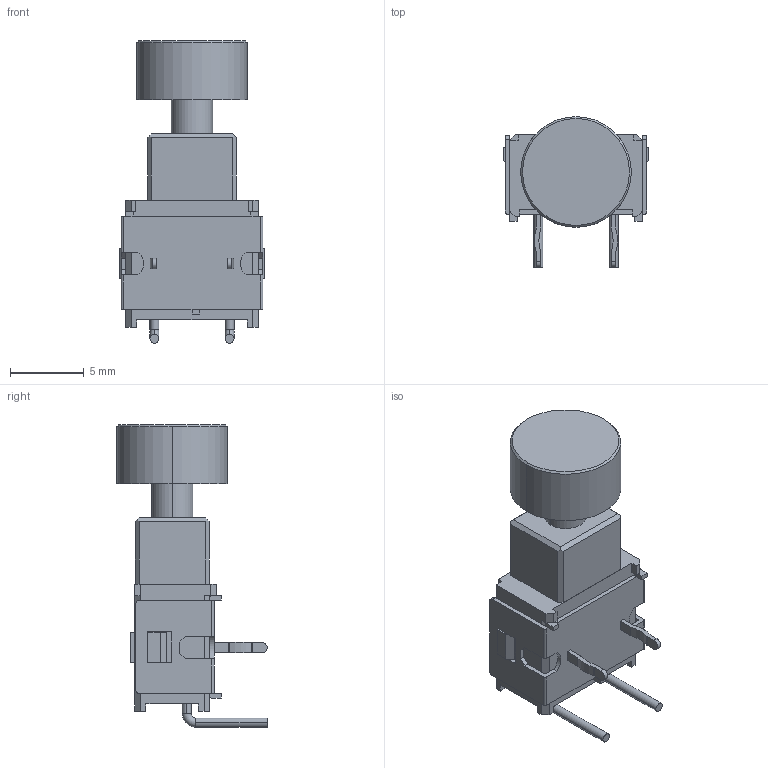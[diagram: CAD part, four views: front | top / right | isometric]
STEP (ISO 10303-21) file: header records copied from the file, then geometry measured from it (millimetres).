
FILE_DESCRIPTION (( 'STEP AP214' ), '1' );
FILE_NAME ('NKK AB11AH-HA.STEP', '2016-07-17T02:52:22', ( '' ), ( '' ), 'SwSTEP 2.0', 'SolidWorks 2015', '' );
FILE_SCHEMA (( 'AUTOMOTIVE_DESIGN' ));
Length unit declared in the file: millimetre
Products named in the file (7): AB11H-terminals; AB1H-bracket_ra; AB11AH-HA; AB11A-plungers; AB11H-body; AB1AP-HA-caps; NKK AB11AH-HA
Assembly tree (6 placements, depth 3):
  NKK AB11AH-HA
    AB11AH-HA
      AB11H-body
      AB11A-plungers
      AB1AP-HA-caps
      AB1H-bracket_ra
      AB11H-terminals
Bounding box: 9.8 x 10.17 x 20.47 mm (x, y, z)
Volume: 729.2 mm3; surface area: 1010.1 mm2
Topology: 5 solids, 5 shells, 201 faces, 544 edges, 358 vertices
Faces by surface type: plane 145, cylinder 46, cone 6, torus 4
Entity records: 6560 total; most frequent: CARTESIAN_POINT 1113, ORIENTED_EDGE 1088, DIRECTION 1076, EDGE_CURVE 544, VECTOR 434, LINE 434, VERTEX_POINT 358, AXIS2_PLACEMENT_3D 321
